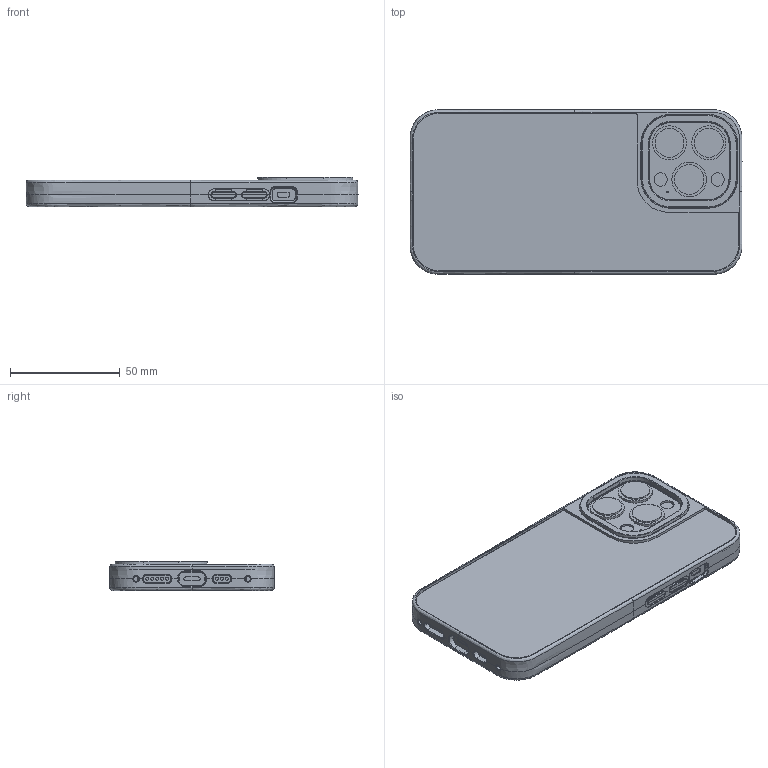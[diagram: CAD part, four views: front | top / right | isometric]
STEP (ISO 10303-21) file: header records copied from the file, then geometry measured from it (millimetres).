
FILE_DESCRIPTION((''),'2;1');
FILE_NAME('IP13-PRO__ASM','2025-06-12T',('Administrator'),(''),'PRO/ENGINEER BY PARAMETRIC TECHNOLOGY CORPORATION, 2015240','PRO/ENGINEER BY PARAMETRIC TECHNOLOGY CORPORATION, 2015240','');
FILE_SCHEMA(('AUTOMOTIVE_DESIGN_CC2 { 1 2 10303 214 -1 1 5 2 }'));
Products named in the file (5): IP13-PRO_63; IP13-PRO-PC-1-23_7; IP13-PRO-JX; _KEJIANG_IP13-PRO-MAX--IP13--73; IP13-PRO__ASM
Assembly tree (4 placements, depth 2):
  IP13-PRO__ASM
    IP13-PRO_63
    IP13-PRO-PC-1-23_7
    IP13-PRO-JX
    _KEJIANG_IP13-PRO-MAX--IP13--73
Bounding box: 151.06 x 75.18 x 13.36 mm (x, y, z)
Volume: 102163 mm3; surface area: 60660.9 mm2
Topology: 4 solids, 4 shells, 1198 faces, 3060 edges, 1967 vertices
Faces by surface type: plane 539, cylinder 287, cone 106, torus 97, extrusion 87, bspline 78, revolution 4
Entity records: 57396 total; most frequent: CARTESIAN_POINT 24255, ORIENTED_EDGE 6120, DIRECTION 5269, EDGE_CURVE 3060, VERTEX_POINT 1967, AXIS2_PLACEMENT_3D 1765, VECTOR 1735, LINE 1648
